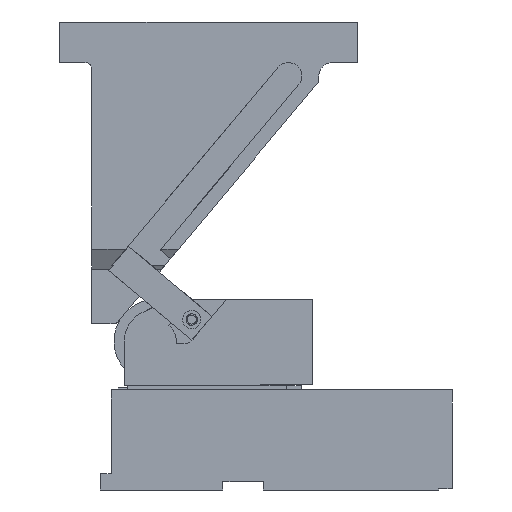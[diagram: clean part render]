
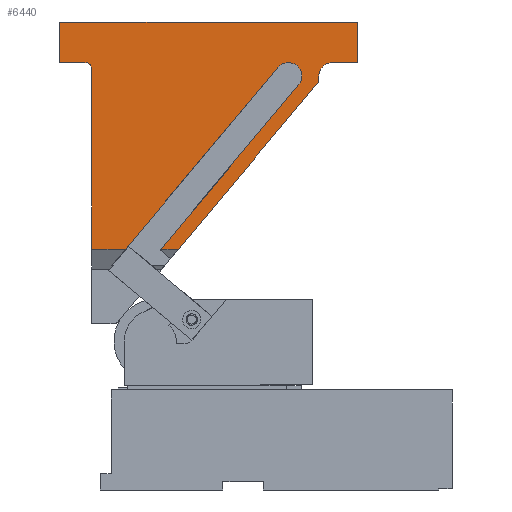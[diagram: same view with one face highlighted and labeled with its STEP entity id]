
A CAD part, left-side view. The second image highlights one B-rep face of the part: STEP entity #6440.
In plain terms, the highlighted face is planar.
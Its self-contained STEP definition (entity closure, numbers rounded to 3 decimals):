
#6099=CARTESIAN_POINT('Vertex',(-220.,20.5,193.)) ;
#6102=CARTESIAN_POINT('Line Origine',(-210.75,20.5,193.)) ;
#6106=CARTESIAN_POINT('Vertex',(-201.5,20.5,193.)) ;
#6161=CARTESIAN_POINT('Vertex',(0.,20.5,223.)) ;
#6164=CARTESIAN_POINT('Line Origine',(-110.,20.5,223.)) ;
#6168=CARTESIAN_POINT('Vertex',(-220.,20.5,223.)) ;
#6324=CARTESIAN_POINT('Line Origine',(-220.,20.5,208.)) ;
#6336=CARTESIAN_POINT('Axis2P3D Location',(0.,20.5,55.022)) ;
#6341=CARTESIAN_POINT('Line Origine',(-81.142,20.5,55.022)) ;
#6345=CARTESIAN_POINT('Vertex',(-87.669,20.5,55.022)) ;
#6347=CARTESIAN_POINT('Vertex',(-74.615,20.5,55.022)) ;
#6350=CARTESIAN_POINT('Line Origine',(-139.585,20.5,116.893)) ;
#6354=CARTESIAN_POINT('Vertex',(-191.5,20.5,178.763)) ;
#6357=CARTESIAN_POINT('Line Origine',(-191.5,20.5,180.882)) ;
#6361=CARTESIAN_POINT('Vertex',(-191.5,20.5,183.)) ;
#6364=CARTESIAN_POINT('Axis2P3D Location',(-201.5,20.5,183.)) ;
#6369=CARTESIAN_POINT('Line Origine',(0.,20.5,208.)) ;
#6373=CARTESIAN_POINT('Vertex',(0.,20.5,193.)) ;
#6376=CARTESIAN_POINT('Line Origine',(-9.25,20.5,193.)) ;
#6380=CARTESIAN_POINT('Vertex',(-18.5,20.5,193.)) ;
#6383=CARTESIAN_POINT('Axis2P3D Location',(-18.5,20.5,188.)) ;
#6387=CARTESIAN_POINT('Vertex',(-23.5,20.5,188.)) ;
#6390=CARTESIAN_POINT('Line Origine',(-23.5,20.5,121.511)) ;
#6394=CARTESIAN_POINT('Vertex',(-23.5,20.5,55.022)) ;
#6397=CARTESIAN_POINT('Line Origine',(-36.004,20.5,55.022)) ;
#6401=CARTESIAN_POINT('Vertex',(-48.507,20.5,55.022)) ;
#6404=CARTESIAN_POINT('Line Origine',(-104.897,20.5,122.225)) ;
#6408=CARTESIAN_POINT('Vertex',(-161.287,20.5,189.428)) ;
#6411=CARTESIAN_POINT('Axis2P3D Location',(-168.947,20.5,183.)) ;
#6415=CARTESIAN_POINT('Vertex',(-176.608,20.5,176.572)) ;
#6418=CARTESIAN_POINT('Line Origine',(-125.611,20.5,115.797)) ;
#6103=DIRECTION('Vector Direction',(-1.,0.,0.)) ;
#6165=DIRECTION('Vector Direction',(1.,0.,0.)) ;
#6325=DIRECTION('Vector Direction',(0.,0.,-1.)) ;
#6337=DIRECTION('Axis2P3D Direction',(0.,1.,0.)) ;
#6338=DIRECTION('Axis2P3D XDirection',(0.,0.,1.)) ;
#6342=DIRECTION('Vector Direction',(1.,0.,0.)) ;
#6351=DIRECTION('Vector Direction',(0.643,0.,-0.766)) ;
#6358=DIRECTION('Vector Direction',(0.,0.,1.)) ;
#6365=DIRECTION('Axis2P3D Direction',(0.,1.,0.)) ;
#6370=DIRECTION('Vector Direction',(0.,0.,-1.)) ;
#6377=DIRECTION('Vector Direction',(-1.,0.,0.)) ;
#6384=DIRECTION('Axis2P3D Direction',(0.,1.,0.)) ;
#6391=DIRECTION('Vector Direction',(0.,0.,-1.)) ;
#6398=DIRECTION('Vector Direction',(1.,0.,0.)) ;
#6405=DIRECTION('Vector Direction',(-0.643,0.,0.766)) ;
#6412=DIRECTION('Axis2P3D Direction',(0.,1.,0.)) ;
#6419=DIRECTION('Vector Direction',(-0.643,0.,0.766)) ;
#6339=AXIS2_PLACEMENT_3D('Plane Axis2P3D',#6336,#6337,#6338) ;
#6366=AXIS2_PLACEMENT_3D('Circle Axis2P3D',#6364,#6365,$) ;
#6385=AXIS2_PLACEMENT_3D('Circle Axis2P3D',#6383,#6384,$) ;
#6413=AXIS2_PLACEMENT_3D('Circle Axis2P3D',#6411,#6412,$) ;
#6424=ORIENTED_EDGE('',*,*,#6349,.F.) ;
#6425=ORIENTED_EDGE('',*,*,#6356,.F.) ;
#6426=ORIENTED_EDGE('',*,*,#6363,.T.) ;
#6427=ORIENTED_EDGE('',*,*,#6368,.T.) ;
#6428=ORIENTED_EDGE('',*,*,#6108,.T.) ;
#6429=ORIENTED_EDGE('',*,*,#6328,.F.) ;
#6430=ORIENTED_EDGE('',*,*,#6170,.T.) ;
#6431=ORIENTED_EDGE('',*,*,#6375,.T.) ;
#6432=ORIENTED_EDGE('',*,*,#6382,.T.) ;
#6433=ORIENTED_EDGE('',*,*,#6389,.T.) ;
#6434=ORIENTED_EDGE('',*,*,#6396,.T.) ;
#6435=ORIENTED_EDGE('',*,*,#6403,.F.) ;
#6436=ORIENTED_EDGE('',*,*,#6410,.F.) ;
#6437=ORIENTED_EDGE('',*,*,#6417,.F.) ;
#6438=ORIENTED_EDGE('',*,*,#6422,.F.) ;
#6104=VECTOR('Line Direction',#6103,1.) ;
#6166=VECTOR('Line Direction',#6165,1.) ;
#6326=VECTOR('Line Direction',#6325,1.) ;
#6343=VECTOR('Line Direction',#6342,1.) ;
#6352=VECTOR('Line Direction',#6351,1.) ;
#6359=VECTOR('Line Direction',#6358,1.) ;
#6371=VECTOR('Line Direction',#6370,1.) ;
#6378=VECTOR('Line Direction',#6377,1.) ;
#6392=VECTOR('Line Direction',#6391,1.) ;
#6399=VECTOR('Line Direction',#6398,1.) ;
#6406=VECTOR('Line Direction',#6405,1.) ;
#6420=VECTOR('Line Direction',#6419,1.) ;
#6440=ADVANCED_FACE('PartBody',(#6439),#6340,.T.) ;
#6367=CIRCLE('generated circle',#6366,10.) ;
#6386=CIRCLE('generated circle',#6385,5.) ;
#6414=CIRCLE('generated circle',#6413,10.) ;
#6108=EDGE_CURVE('',#6107,#6100,#6105,.T.) ;
#6170=EDGE_CURVE('',#6169,#6162,#6167,.T.) ;
#6328=EDGE_CURVE('',#6169,#6100,#6327,.T.) ;
#6349=EDGE_CURVE('',#6346,#6348,#6344,.T.) ;
#6356=EDGE_CURVE('',#6355,#6346,#6353,.T.) ;
#6363=EDGE_CURVE('',#6355,#6362,#6360,.T.) ;
#6368=EDGE_CURVE('',#6362,#6107,#6367,.F.) ;
#6375=EDGE_CURVE('',#6162,#6374,#6372,.T.) ;
#6382=EDGE_CURVE('',#6374,#6381,#6379,.T.) ;
#6389=EDGE_CURVE('',#6381,#6388,#6386,.F.) ;
#6396=EDGE_CURVE('',#6388,#6395,#6393,.T.) ;
#6403=EDGE_CURVE('',#6402,#6395,#6400,.T.) ;
#6410=EDGE_CURVE('',#6409,#6402,#6407,.F.) ;
#6417=EDGE_CURVE('',#6416,#6409,#6414,.T.) ;
#6422=EDGE_CURVE('',#6348,#6416,#6421,.T.) ;
#6423=EDGE_LOOP('',(#6424,#6425,#6426,#6427,#6428,#6429,#6430,#6431,#6432,#6433,#6434,#6435,#6436,#6437,#6438)) ;
#6439=FACE_OUTER_BOUND('',#6423,.T.) ;
#6105=LINE('Line',#6102,#6104) ;
#6167=LINE('Line',#6164,#6166) ;
#6327=LINE('Line',#6324,#6326) ;
#6344=LINE('Line',#6341,#6343) ;
#6353=LINE('Line',#6350,#6352) ;
#6360=LINE('Line',#6357,#6359) ;
#6372=LINE('Line',#6369,#6371) ;
#6379=LINE('Line',#6376,#6378) ;
#6393=LINE('Line',#6390,#6392) ;
#6400=LINE('Line',#6397,#6399) ;
#6407=LINE('Line',#6404,#6406) ;
#6421=LINE('Line',#6418,#6420) ;
#6340=PLANE('Plane',#6339) ;
#6100=VERTEX_POINT('',#6099) ;
#6107=VERTEX_POINT('',#6106) ;
#6162=VERTEX_POINT('',#6161) ;
#6169=VERTEX_POINT('',#6168) ;
#6346=VERTEX_POINT('',#6345) ;
#6348=VERTEX_POINT('',#6347) ;
#6355=VERTEX_POINT('',#6354) ;
#6362=VERTEX_POINT('',#6361) ;
#6374=VERTEX_POINT('',#6373) ;
#6381=VERTEX_POINT('',#6380) ;
#6388=VERTEX_POINT('',#6387) ;
#6395=VERTEX_POINT('',#6394) ;
#6402=VERTEX_POINT('',#6401) ;
#6409=VERTEX_POINT('',#6408) ;
#6416=VERTEX_POINT('',#6415) ;
